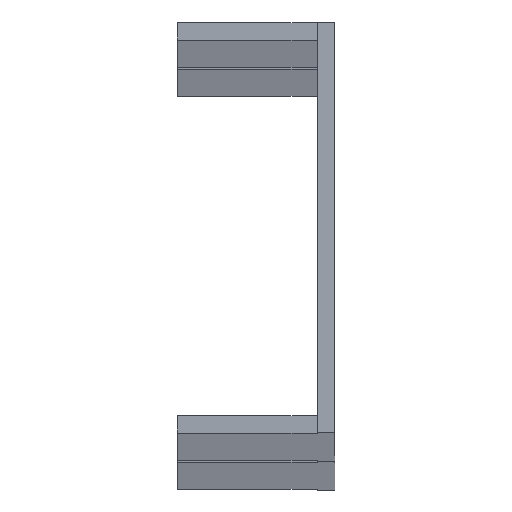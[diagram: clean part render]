
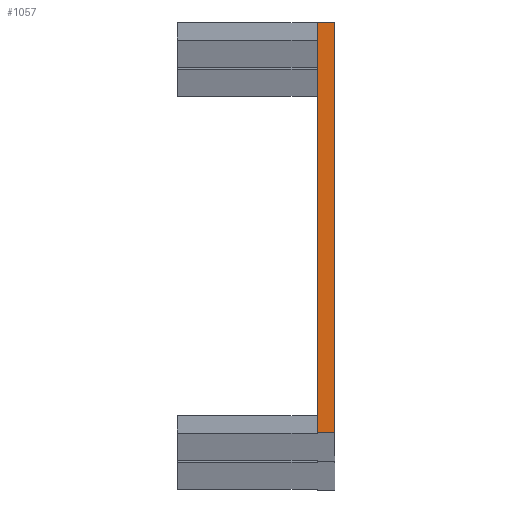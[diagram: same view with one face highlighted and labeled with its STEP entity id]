
A CAD part, top view. The second image highlights one B-rep face of the part: STEP entity #1057.
In plain terms, the highlighted planar face has unit normal (0, 0, 1).
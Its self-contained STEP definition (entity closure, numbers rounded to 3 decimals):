
#472=DIRECTION('',(0.,1.,0.));
#473=VECTOR('',#472,23.5);
#474=CARTESIAN_POINT('',(207.,-273.5,908.));
#475=LINE('',#474,#473);
#528=DIRECTION('',(-1.,0.,0.));
#529=VECTOR('',#528,1.);
#530=CARTESIAN_POINT('',(207.,-250.,908.));
#531=LINE('',#530,#529);
#689=DIRECTION('',(0.,1.,0.));
#690=VECTOR('',#689,23.5);
#691=CARTESIAN_POINT('',(206.,-273.5,908.));
#692=LINE('',#691,#690);
#696=DIRECTION('',(-1.,0.,0.));
#697=VECTOR('',#696,1.);
#698=CARTESIAN_POINT('',(207.,-273.5,908.));
#699=LINE('',#698,#697);
#714=CARTESIAN_POINT('',(206.,-250.,908.));
#715=VERTEX_POINT('',#714);
#716=CARTESIAN_POINT('',(206.,-273.5,908.));
#717=VERTEX_POINT('',#716);
#730=CARTESIAN_POINT('',(207.,-273.5,908.));
#731=VERTEX_POINT('',#730);
#732=CARTESIAN_POINT('',(207.,-250.,908.));
#733=VERTEX_POINT('',#732);
#1046=CARTESIAN_POINT('',(206.,-250.,908.));
#1047=DIRECTION('',(0.,0.,1.));
#1048=DIRECTION('',(0.,-1.,0.));
#1049=AXIS2_PLACEMENT_3D('',#1046,#1047,#1048);
#1050=PLANE('',#1049);
#1051=ORIENTED_EDGE('',*,*,#785,.T.);
#1052=ORIENTED_EDGE('',*,*,#911,.F.);
#1053=ORIENTED_EDGE('',*,*,#844,.F.);
#1054=ORIENTED_EDGE('',*,*,#1000,.T.);
#1055=EDGE_LOOP('',(#1051,#1052,#1053,#1054));
#1056=FACE_OUTER_BOUND('',#1055,.F.);
#785=EDGE_CURVE('',#717,#715,#692,.T.);
#844=EDGE_CURVE('',#731,#733,#475,.T.);
#911=EDGE_CURVE('',#733,#715,#531,.T.);
#1000=EDGE_CURVE('',#731,#717,#699,.T.);
#1057=ADVANCED_FACE('',(#1056),#1050,.T.);
